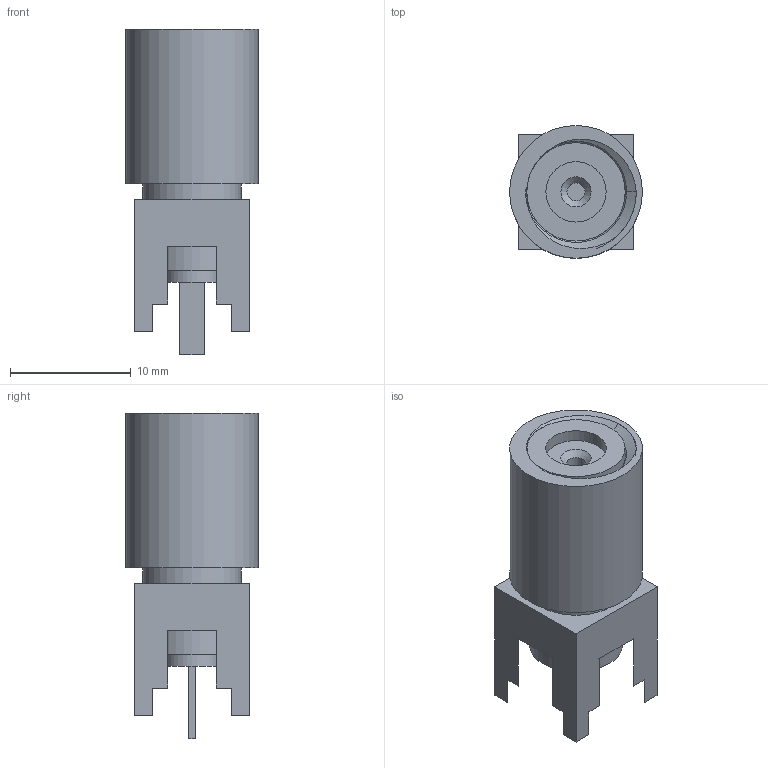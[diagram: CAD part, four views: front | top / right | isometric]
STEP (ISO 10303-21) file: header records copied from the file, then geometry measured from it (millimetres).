
FILE_DESCRIPTION(('FreeCAD Model'),'2;1');
FILE_NAME('Open CASCADE Shape Model','2021-12-04T13:12:07',('Author'),( ''),'Open CASCADE STEP processor 7.5','FreeCAD','Unknown');
FILE_SCHEMA(('AUTOMOTIVE_DESIGN { 1 0 10303 214 1 1 1 1 }'));
Length unit declared in the file: millimetre
Products named in the file (3): F_Connector_3; Pad004; M10x12.8-ScrewDie
Assembly tree (2 placements, depth 2):
  F_Connector_3
    Pad004
    M10x12.8-ScrewDie
Bounding box: 11 x 11 x 26.97 mm (x, y, z)
Volume: 1624.4 mm3; surface area: 2166.8 mm2
Topology: 2 solids, 2 shells, 79 faces, 189 edges, 120 vertices
Faces by surface type: bspline 29, plane 26, cylinder 23, cone 1
Full cylindrical faces by diameter (mm): 1.5 x1, 4.56 x1, 5 x1, 7.7 x1, 8.15 x1, 10 x7, 11 x1
Entity records: 11186 total; most frequent: CARTESIAN_POINT 7906, DIRECTION 408, ORIENTED_EDGE 378, PCURVE 378, DEFINITIONAL_REPRESENTATION 378, B_SPLINE_CURVE_WITH_KNOTS 255, LINE 232, VECTOR 232
